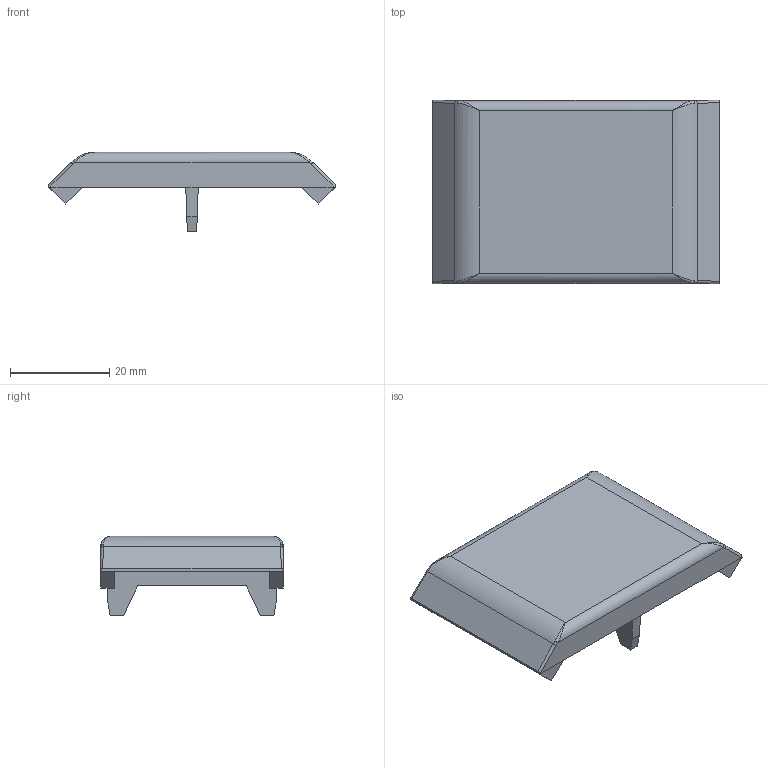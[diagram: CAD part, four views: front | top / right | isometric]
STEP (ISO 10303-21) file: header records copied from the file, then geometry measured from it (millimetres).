
FILE_DESCRIPTION((''),'2;1');
FILE_NAME('11143_POKROV_KOT_40X40_PA_CRN','2022-09-16T13:57:17',('PredragRovcanin'),('Audax d.o.o.'),'CREO PARAMETRIC BY PTC INC, 2020281','CREO PARAMETRIC BY PTC INC, 2020281','');
FILE_SCHEMA(('AUTOMOTIVE_DESIGN { 1 0 10303 214 1 1 1 1 }'));
Length unit declared in the file: millimetre
Products named in the file (1): 11143_POKROV_KOT_40X40_PA_CRN
Bounding box: 57.8 x 37 x 16 mm (x, y, z)
Volume: 8297.1 mm3; surface area: 6275.6 mm2
Topology: 1 solids, 1 shells, 64 faces, 170 edges, 104 vertices
Faces by surface type: plane 46, cylinder 10, bspline 8
Entity records: 4029 total; most frequent: CARTESIAN_POINT 825, ORIENTED_EDGE 332, COLOUR_RGB 320, DIRECTION 248, PRESENTATION_STYLE_ASSIGNMENT 232, STYLED_ITEM 168, CURVE_STYLE 167, EDGE_CURVE 166
